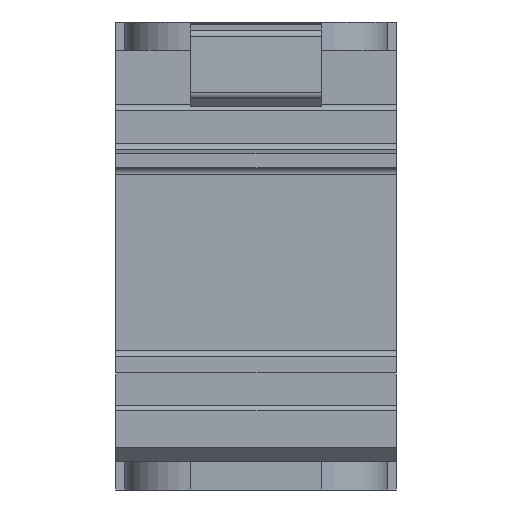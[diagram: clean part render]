
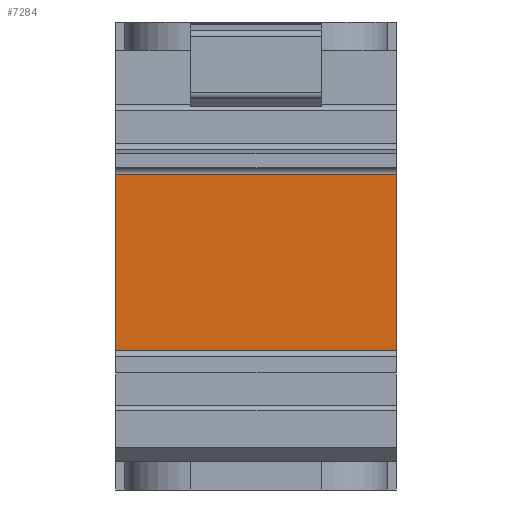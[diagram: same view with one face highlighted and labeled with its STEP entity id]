
A CAD part, front view. The second image highlights one B-rep face of the part: STEP entity #7284.
In plain terms, the highlighted planar face has unit normal (0, -1, 0).
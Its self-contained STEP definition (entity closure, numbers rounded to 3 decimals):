
#142 = CARTESIAN_POINT ( 'NONE',  ( 15., -17., -10.05 ) ) ;
#237 = CARTESIAN_POINT ( 'NONE',  ( -15., -17., -10.75 ) ) ;
#325 = CARTESIAN_POINT ( 'NONE',  ( -15., -17., 8.75 ) ) ;
#486 = CARTESIAN_POINT ( 'NONE',  ( -15., -17., -10.75 ) ) ;
#610 = VECTOR ( 'NONE', #4858, 1000. ) ;
#1187 = VERTEX_POINT ( 'NONE', #2947 ) ;
#1267 = CARTESIAN_POINT ( 'NONE',  ( 15., -17., -10.75 ) ) ;
#1371 = EDGE_LOOP ( 'NONE', ( #7273, #5017, #3803, #5060 ) ) ;
#1946 = EDGE_CURVE ( 'NONE', #2255, #5148, #3671, .T. ) ;
#1973 = VECTOR ( 'NONE', #5443, 1000. ) ;
#2079 = CARTESIAN_POINT ( 'NONE',  ( 15., -17., 8.75 ) ) ;
#2255 = VERTEX_POINT ( 'NONE', #142 ) ;
#2508 = DIRECTION ( 'NONE',  ( 0., 1., 0. ) ) ;
#2947 = CARTESIAN_POINT ( 'NONE',  ( -15., -17., -10.05 ) ) ;
#3186 = DIRECTION ( 'NONE',  ( 0., 0., 1. ) ) ;
#3375 = LINE ( 'NONE', #486, #6824 ) ;
#3492 = DIRECTION ( 'NONE',  ( 0., 0., 1. ) ) ;
#3509 = VERTEX_POINT ( 'NONE', #325 ) ;
#3590 = EDGE_CURVE ( 'NONE', #1187, #2255, #5105, .T. ) ;
#3671 = LINE ( 'NONE', #1267, #610 ) ;
#3803 = ORIENTED_EDGE ( 'NONE', *, *, #1946, .T. ) ;
#3824 = EDGE_CURVE ( 'NONE', #5148, #3509, #6523, .T. ) ;
#4276 = EDGE_CURVE ( 'NONE', #1187, #3509, #3375, .T. ) ;
#4562 = DIRECTION ( 'NONE',  ( 1., 0., 0. ) ) ;
#4826 = AXIS2_PLACEMENT_3D ( 'NONE', #237, #2508, #3186 ) ;
#4858 = DIRECTION ( 'NONE',  ( 0., 0., 1. ) ) ;
#5017 = ORIENTED_EDGE ( 'NONE', *, *, #3590, .T. ) ;
#5060 = ORIENTED_EDGE ( 'NONE', *, *, #3824, .T. ) ;
#5105 = LINE ( 'NONE', #7504, #5146 ) ;
#5146 = VECTOR ( 'NONE', #4562, 1000. ) ;
#5148 = VERTEX_POINT ( 'NONE', #2079 ) ;
#5326 = CARTESIAN_POINT ( 'NONE',  ( -15., -17., 8.75 ) ) ;
#5443 = DIRECTION ( 'NONE',  ( -1., 0., 0. ) ) ;
#6118 = PLANE ( 'NONE',  #4826 ) ;
#6523 = LINE ( 'NONE', #5326, #1973 ) ;
#6824 = VECTOR ( 'NONE', #3492, 1000. ) ;
#7267 = FACE_OUTER_BOUND ( 'NONE', #1371, .T. ) ;
#7273 = ORIENTED_EDGE ( 'NONE', *, *, #4276, .F. ) ;
#7284 = ADVANCED_FACE ( 'NONE', ( #7267 ), #6118, .F. ) ;
#7504 = CARTESIAN_POINT ( 'NONE',  ( 15., -17., -10.05 ) ) ;
